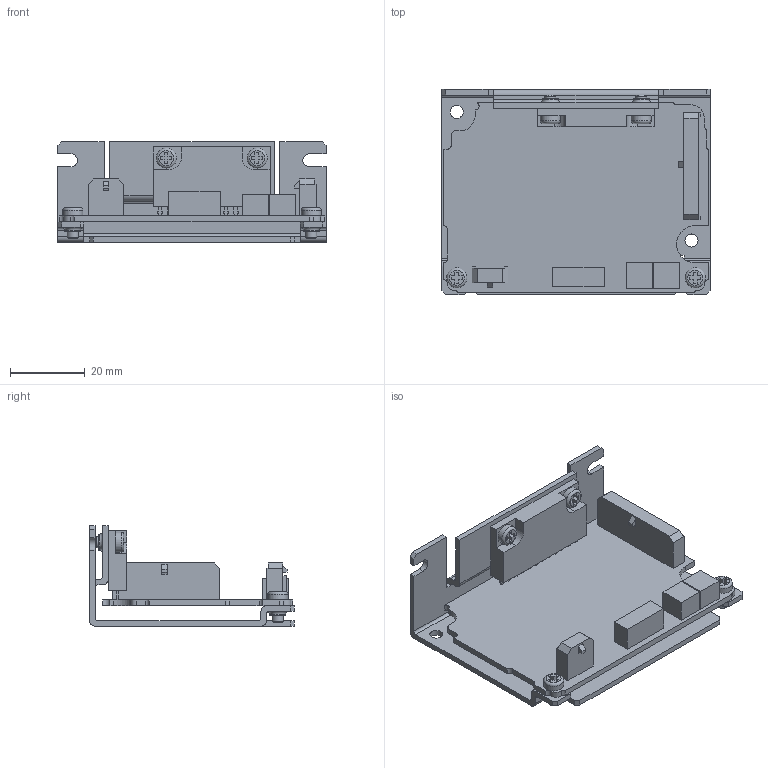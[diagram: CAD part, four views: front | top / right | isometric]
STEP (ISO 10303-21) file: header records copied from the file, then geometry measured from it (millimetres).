
FILE_DESCRIPTION( ( 'STEP AP203' ), ' ' );
FILE_NAME( 'BLHD30K.stp', '2015-10-02T09:35:52', ( '' ), ( '' ), ' ', 'PARTsolutions', ' ' );
FILE_SCHEMA( ( 'CONFIG_CONTROL_DESIGN' ) );
Length unit declared in the file: millimetre
Products named in the file (1): _BLHD30K
Bounding box: 72 x 55 x 27 mm (x, y, z)
Volume: 19250.6 mm3; surface area: 21895.4 mm2
Topology: 1 solids, 1 shells, 402 faces, 1121 edges, 740 vertices
Faces by surface type: plane 339, cylinder 51, torus 8, cone 4
Full cylindrical faces by diameter (mm): 3 x4, 3.5 x2, 4.25 x4, 5.4 x4
Entity records: 12659 total; most frequent: CARTESIAN_POINT 2252, ORIENTED_EDGE 2182, DIRECTION 2009, EDGE_CURVE 1091, LINE 975, VECTOR 975, VERTEX_POINT 736, AXIS2_PLACEMENT_3D 517
